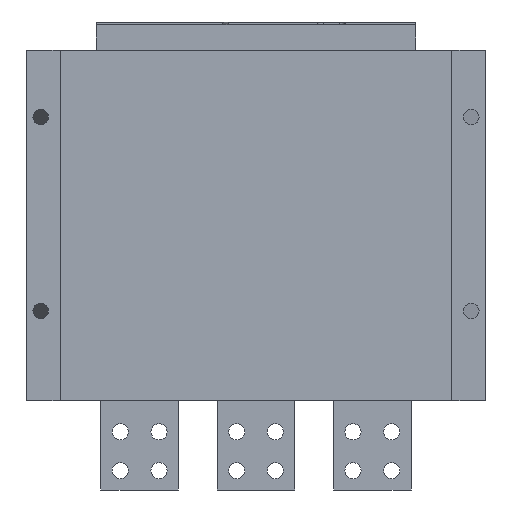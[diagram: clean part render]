
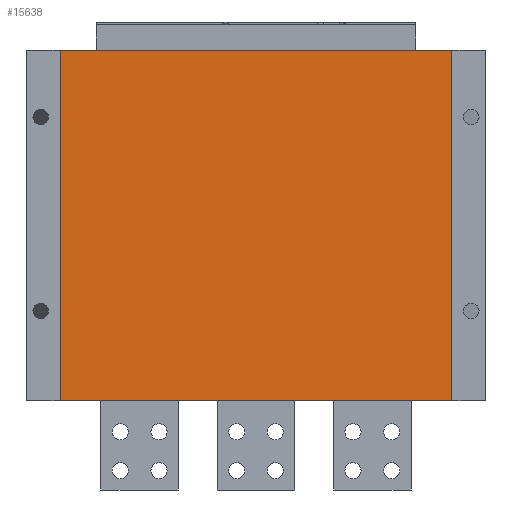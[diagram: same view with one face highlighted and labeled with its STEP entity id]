
A CAD part, front view. The second image highlights one B-rep face of the part: STEP entity #15638.
In plain terms, the highlighted planar face has unit normal (0, -1, 0).
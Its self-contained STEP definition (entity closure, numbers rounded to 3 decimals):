
#37 = EDGE_CURVE ( 'NONE', #13323, #3368, #1481, .T. ) ;
#415 = DIRECTION ( 'NONE',  ( 0., -1., 0. ) ) ;
#497 = ORIENTED_EDGE ( 'NONE', *, *, #4952, .T. ) ;
#589 = VECTOR ( 'NONE', #7930, 1000. ) ;
#720 = EDGE_CURVE ( 'NONE', #1121, #5680, #12997, .T. ) ;
#1121 = VERTEX_POINT ( 'NONE', #9937 ) ;
#1481 = LINE ( 'NONE', #17944, #7231 ) ;
#2139 = VECTOR ( 'NONE', #6823, 1000. ) ;
#2418 = CARTESIAN_POINT ( 'NONE',  ( -151.5, 0., -271. ) ) ;
#3145 = LINE ( 'NONE', #7545, #589 ) ;
#3168 = PLANE ( 'NONE',  #18852 ) ;
#3275 = EDGE_CURVE ( 'NONE', #5680, #3368, #3145, .T. ) ;
#3368 = VERTEX_POINT ( 'NONE', #16654 ) ;
#3797 = DIRECTION ( 'NONE',  ( 1., 0., 0. ) ) ;
#4826 = FACE_OUTER_BOUND ( 'NONE', #12704, .T. ) ;
#4952 = EDGE_CURVE ( 'NONE', #1121, #13323, #5074, .T. ) ;
#5074 = LINE ( 'NONE', #17221, #13542 ) ;
#5680 = VERTEX_POINT ( 'NONE', #6690 ) ;
#6690 = CARTESIAN_POINT ( 'NONE',  ( -151.5, 0., 0. ) ) ;
#6823 = DIRECTION ( 'NONE',  ( 0., 0., 1. ) ) ;
#7231 = VECTOR ( 'NONE', #16363, 1000. ) ;
#7545 = CARTESIAN_POINT ( 'NONE',  ( 151.5, 0., 0. ) ) ;
#7916 = ORIENTED_EDGE ( 'NONE', *, *, #37, .T. ) ;
#7930 = DIRECTION ( 'NONE',  ( 1., 0., 0. ) ) ;
#9937 = CARTESIAN_POINT ( 'NONE',  ( -151.5, 0., -271. ) ) ;
#12704 = EDGE_LOOP ( 'NONE', ( #15336, #18945, #497, #7916 ) ) ;
#12997 = LINE ( 'NONE', #2418, #2139 ) ;
#13323 = VERTEX_POINT ( 'NONE', #17612 ) ;
#13542 = VECTOR ( 'NONE', #3797, 1000. ) ;
#13734 = DIRECTION ( 'NONE',  ( 1., 0., 0. ) ) ;
#15336 = ORIENTED_EDGE ( 'NONE', *, *, #3275, .F. ) ;
#15396 = CARTESIAN_POINT ( 'NONE',  ( 151.5, 0., -271. ) ) ;
#15638 = ADVANCED_FACE ( 'NONE', ( #4826 ), #3168, .T. ) ;
#16363 = DIRECTION ( 'NONE',  ( 0., 0., 1. ) ) ;
#16654 = CARTESIAN_POINT ( 'NONE',  ( 151.5, 0., 0. ) ) ;
#17221 = CARTESIAN_POINT ( 'NONE',  ( 151.5, 0., -271. ) ) ;
#17612 = CARTESIAN_POINT ( 'NONE',  ( 151.5, 0., -271. ) ) ;
#17944 = CARTESIAN_POINT ( 'NONE',  ( 151.5, 0., -271. ) ) ;
#18852 = AXIS2_PLACEMENT_3D ( 'NONE', #15396, #415, #13734 ) ;
#18945 = ORIENTED_EDGE ( 'NONE', *, *, #720, .F. ) ;
